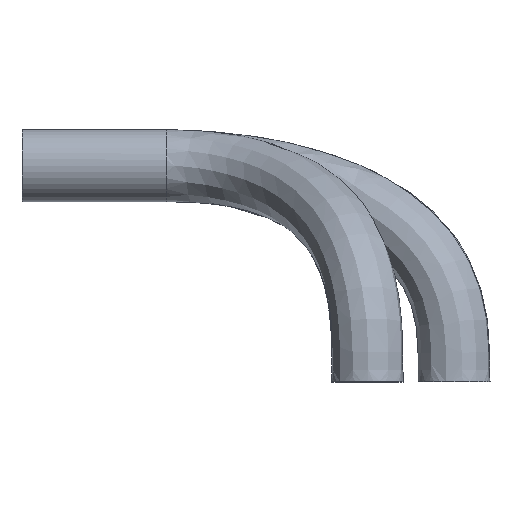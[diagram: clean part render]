
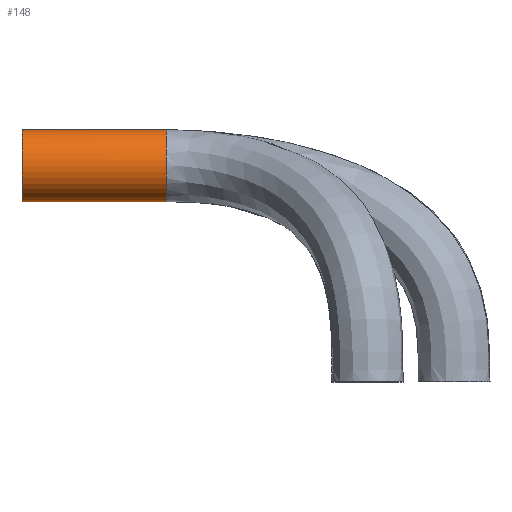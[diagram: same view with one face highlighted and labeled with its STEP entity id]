
A CAD part, top view. The second image highlights one B-rep face of the part: STEP entity #148.
In plain terms, the highlighted cylindrical face has radius 25 mm (diameter 50 mm), a full revolution.
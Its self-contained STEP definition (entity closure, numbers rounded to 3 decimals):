
#35=FACE_OUTER_BOUND('',#45,.T.);
#45=EDGE_LOOP('',(#103,#104,#105,#106,#107,#108,#109,#110));
#55=LINE('',#228,#56);
#56=VECTOR('',#194,25.);
#57=CIRCLE('',#173,25.);
#58=CIRCLE('',#174,25.);
#59=CIRCLE('',#175,25.);
#60=CIRCLE('',#176,25.);
#61=CIRCLE('',#177,25.);
#62=CIRCLE('',#178,25.);
#67=VERTEX_POINT('',#225);
#68=VERTEX_POINT('',#227);
#69=VERTEX_POINT('',#229);
#70=VERTEX_POINT('',#231);
#71=VERTEX_POINT('',#233);
#72=VERTEX_POINT('',#235);
#81=EDGE_CURVE('',#67,#67,#57,.T.);
#82=EDGE_CURVE('',#67,#68,#55,.T.);
#83=EDGE_CURVE('',#68,#69,#58,.T.);
#84=EDGE_CURVE('',#69,#70,#59,.T.);
#85=EDGE_CURVE('',#70,#71,#60,.T.);
#86=EDGE_CURVE('',#71,#72,#61,.T.);
#87=EDGE_CURVE('',#72,#68,#62,.T.);
#103=ORIENTED_EDGE('',*,*,#81,.F.);
#104=ORIENTED_EDGE('',*,*,#82,.T.);
#105=ORIENTED_EDGE('',*,*,#83,.T.);
#106=ORIENTED_EDGE('',*,*,#84,.T.);
#107=ORIENTED_EDGE('',*,*,#85,.T.);
#108=ORIENTED_EDGE('',*,*,#86,.T.);
#109=ORIENTED_EDGE('',*,*,#87,.T.);
#110=ORIENTED_EDGE('',*,*,#82,.F.);
#147=CYLINDRICAL_SURFACE('',#172,25.);
#148=ADVANCED_FACE('',(#35),#147,.T.);
#172=AXIS2_PLACEMENT_3D('',#224,#190,#191);
#173=AXIS2_PLACEMENT_3D('',#226,#192,#193);
#174=AXIS2_PLACEMENT_3D('',#230,#195,#196);
#175=AXIS2_PLACEMENT_3D('',#232,#197,#198);
#176=AXIS2_PLACEMENT_3D('',#234,#199,#200);
#177=AXIS2_PLACEMENT_3D('',#236,#201,#202);
#178=AXIS2_PLACEMENT_3D('',#237,#203,#204);
#190=DIRECTION('center_axis',(-1.,0.,0.));
#191=DIRECTION('ref_axis',(0.,0.,-1.));
#192=DIRECTION('center_axis',(-1.,0.,0.));
#193=DIRECTION('ref_axis',(0.,0.,-1.));
#194=DIRECTION('',(1.,0.,0.));
#195=DIRECTION('center_axis',(-1.,0.,0.));
#196=DIRECTION('ref_axis',(0.,0.,-1.));
#197=DIRECTION('center_axis',(-1.,0.,0.));
#198=DIRECTION('ref_axis',(0.,0.,-1.));
#199=DIRECTION('center_axis',(-1.,0.,0.));
#200=DIRECTION('ref_axis',(0.,0.,-1.));
#201=DIRECTION('center_axis',(-1.,0.,0.));
#202=DIRECTION('ref_axis',(0.,0.,-1.));
#203=DIRECTION('center_axis',(-1.,0.,0.));
#204=DIRECTION('ref_axis',(0.,0.,-1.));
#224=CARTESIAN_POINT('Origin',(0.,0.,0.));
#225=CARTESIAN_POINT('',(-100.,0.,25.));
#226=CARTESIAN_POINT('Origin',(-100.,0.,0.));
#227=CARTESIAN_POINT('',(0.,0.,25.));
#228=CARTESIAN_POINT('',(0.,0.,25.));
#229=CARTESIAN_POINT('',(0.,24.995,0.51));
#230=CARTESIAN_POINT('Origin',(0.,0.,0.));
#231=CARTESIAN_POINT('',(0.,25.,0.));
#232=CARTESIAN_POINT('Origin',(0.,0.,0.));
#233=CARTESIAN_POINT('',(0.,24.995,-0.51));
#234=CARTESIAN_POINT('Origin',(0.,0.,0.));
#235=CARTESIAN_POINT('',(0.,-25.,0.));
#236=CARTESIAN_POINT('Origin',(0.,0.,0.));
#237=CARTESIAN_POINT('Origin',(0.,0.,0.));
